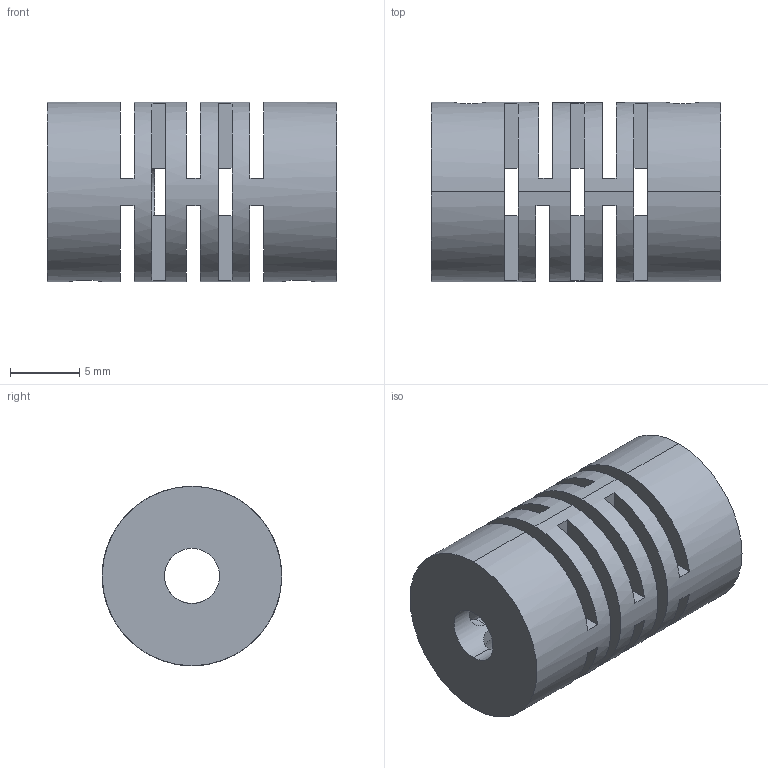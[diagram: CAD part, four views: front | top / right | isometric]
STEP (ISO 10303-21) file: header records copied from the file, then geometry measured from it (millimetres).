
FILE_DESCRIPTION (( 'STEP AP214' ), '1' );
FILE_NAME ('GJ-4D.STEP', '2016-06-30T14:04:58', ( '' ), ( '' ), 'SwSTEP 2.0', 'SolidWorks 2016', '' );
FILE_SCHEMA (( 'AUTOMOTIVE_DESIGN' ));
Length unit declared in the file: millimetre
Products named in the file (1): GJ-4D
Bounding box: 21 x 13 x 13 mm (x, y, z)
Volume: 1963.9 mm3; surface area: 2375.8 mm2
Topology: 1 solids, 1 shells, 143 faces, 420 edges, 253 vertices
Faces by surface type: plane 94, cone 30, cylinder 19
Entity records: 5029 total; most frequent: CARTESIAN_POINT 1206, ORIENTED_EDGE 808, DIRECTION 793, EDGE_CURVE 404, AXIS2_PLACEMENT_3D 274, VERTEX_POINT 253, LINE 245, VECTOR 245
